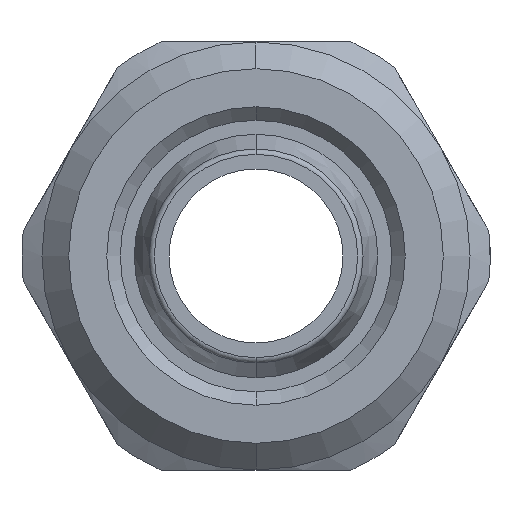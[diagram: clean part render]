
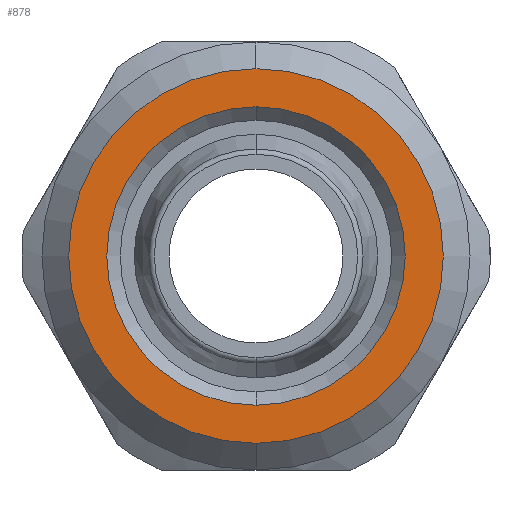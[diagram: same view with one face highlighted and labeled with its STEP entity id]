
A CAD part, front view. The second image highlights one B-rep face of the part: STEP entity #878.
In plain terms, the highlighted planar face has unit normal (0, -1, 0).
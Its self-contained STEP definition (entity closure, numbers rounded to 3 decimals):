
#1 = AXIS2_PLACEMENT_3D ( 'NONE', #224, #225, #226 ) ;
#14 = CIRCLE ( 'NONE', #77, 5.575 ) ;
#77 = AXIS2_PLACEMENT_3D ( 'NONE', #135, #136, #137 ) ;
#135 = CARTESIAN_POINT ( 'NONE',  ( 0., 2.8, 0. ) ) ;
#136 = DIRECTION ( 'NONE',  ( 0., 1., 0. ) ) ;
#137 = DIRECTION ( 'NONE',  ( 0., 0., 1. ) ) ;
#223 = PLANE ( 'NONE',  #1 ) ;
#224 = CARTESIAN_POINT ( 'NONE',  ( 7., 2.8, 0. ) ) ;
#225 = DIRECTION ( 'NONE',  ( 0., -1., 0. ) ) ;
#226 = DIRECTION ( 'NONE',  ( 0., 0., -1. ) ) ;
#669 = EDGE_LOOP ( 'NONE', ( #2900, #2901 ) ) ;
#678 = EDGE_LOOP ( 'NONE', ( #2903, #2902 ) ) ;
#850 = EDGE_CURVE ( 'NONE', #1099, #1111, #14, .T. ) ;
#878 = ADVANCED_FACE ( 'NONE', ( #2179, #2180 ), #223, .T. ) ;
#1000 = CARTESIAN_POINT ( 'NONE',  ( 0., 2.8, -5.575 ) ) ;
#1006 = CARTESIAN_POINT ( 'NONE',  ( 0., 2.8, 7. ) ) ;
#1010 = CARTESIAN_POINT ( 'NONE',  ( 0., 2.8, 5.575 ) ) ;
#1099 = VERTEX_POINT ( 'NONE', #1000 ) ;
#1106 = VERTEX_POINT ( 'NONE', #1006 ) ;
#1111 = VERTEX_POINT ( 'NONE', #1010 ) ;
#1250 = VERTEX_POINT ( 'NONE', #2519 ) ;
#1654 = EDGE_CURVE ( 'NONE', #1250, #1106, #1892, .T. ) ;
#1656 = EDGE_CURVE ( 'NONE', #1111, #1099, #1903, .T. ) ;
#1721 = EDGE_CURVE ( 'NONE', #1106, #1250, #1767, .T. ) ;
#1767 = CIRCLE ( 'NONE', #1773, 7. ) ;
#1773 = AXIS2_PLACEMENT_3D ( 'NONE', #3260, #3261, #3262 ) ;
#1892 = CIRCLE ( 'NONE', #1904, 7. ) ;
#1903 = CIRCLE ( 'NONE', #1908, 5.575 ) ;
#1904 = AXIS2_PLACEMENT_3D ( 'NONE', #3015, #3016, #3017 ) ;
#1908 = AXIS2_PLACEMENT_3D ( 'NONE', #3021, #3022, #3023 ) ;
#2179 = FACE_BOUND ( 'NONE', #669, .T. ) ;
#2180 = FACE_OUTER_BOUND ( 'NONE', #678, .T. ) ;
#2519 = CARTESIAN_POINT ( 'NONE',  ( 0., 2.8, -7. ) ) ;
#2900 = ORIENTED_EDGE ( 'NONE', *, *, #850, .T. ) ;
#2901 = ORIENTED_EDGE ( 'NONE', *, *, #1656, .T. ) ;
#2902 = ORIENTED_EDGE ( 'NONE', *, *, #1654, .F. ) ;
#2903 = ORIENTED_EDGE ( 'NONE', *, *, #1721, .F. ) ;
#3015 = CARTESIAN_POINT ( 'NONE',  ( 0., 2.8, 0. ) ) ;
#3016 = DIRECTION ( 'NONE',  ( 0., 1., 0. ) ) ;
#3017 = DIRECTION ( 'NONE',  ( 0., 0., 1. ) ) ;
#3021 = CARTESIAN_POINT ( 'NONE',  ( 0., 2.8, 0. ) ) ;
#3022 = DIRECTION ( 'NONE',  ( 0., 1., 0. ) ) ;
#3023 = DIRECTION ( 'NONE',  ( 0., 0., 1. ) ) ;
#3260 = CARTESIAN_POINT ( 'NONE',  ( 0., 2.8, 0. ) ) ;
#3261 = DIRECTION ( 'NONE',  ( 0., 1., 0. ) ) ;
#3262 = DIRECTION ( 'NONE',  ( 0., 0., 1. ) ) ;
